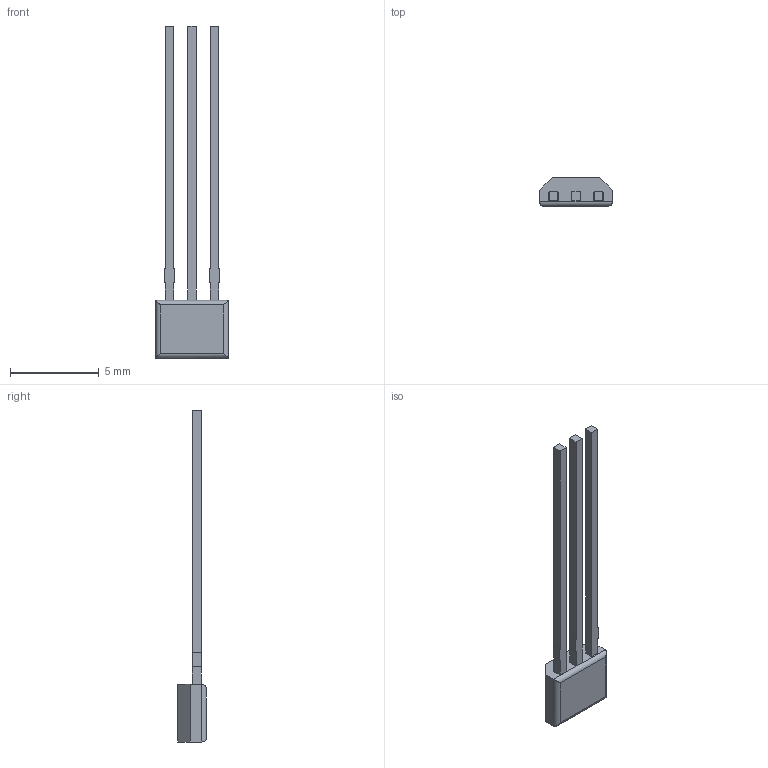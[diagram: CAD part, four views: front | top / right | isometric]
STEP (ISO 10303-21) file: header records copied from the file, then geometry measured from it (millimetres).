
FILE_DESCRIPTION (( 'STEP AP214' ), '1' );
FILE_NAME ('DRV5032DULPGM.STEP', '2023-08-25T11:00:46', ( '' ), ( '' ), 'SwSTEP 2.0', 'SolidWorks 2021', '' );
FILE_SCHEMA (( 'AUTOMOTIVE_DESIGN' ));
Length unit declared in the file: millimetre
Products named in the file (1): DRV5032DULPGM
Bounding box: 4.1 x 1.62 x 18.75 mm (x, y, z)
Volume: 31.2 mm3; surface area: 139.1 mm2
Topology: 4 solids, 4 shells, 54 faces, 134 edges, 88 vertices
Faces by surface type: plane 50, cylinder 4
Entity records: 2221 total; most frequent: CARTESIAN_POINT 289, ORIENTED_EDGE 268, DIRECTION 240, EDGE_CURVE 134, LINE 130, VECTOR 130, VERTEX_POINT 88, UNCERTAINTY_MEASURE_WITH_UNIT 60
